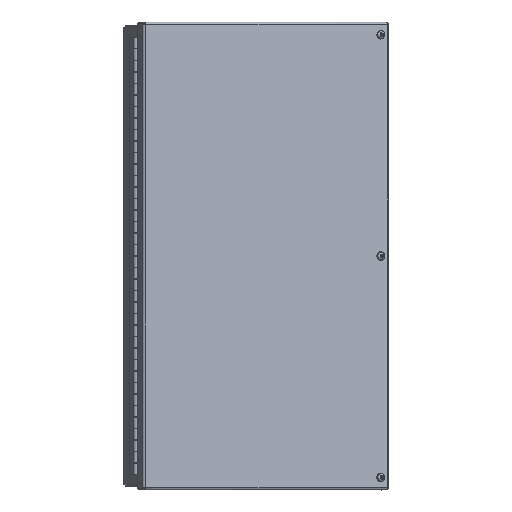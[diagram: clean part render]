
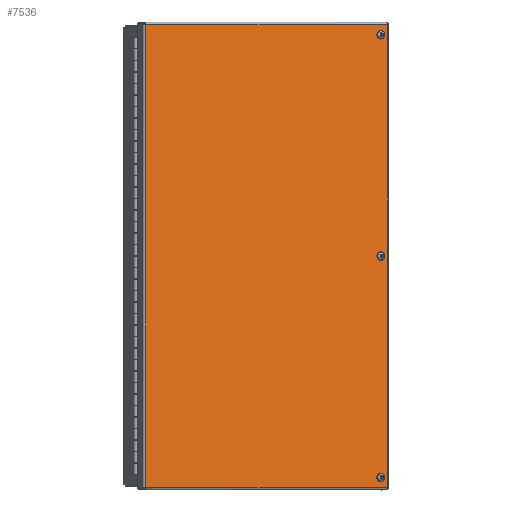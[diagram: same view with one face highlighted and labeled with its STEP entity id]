
A CAD part, top view. The second image highlights one B-rep face of the part: STEP entity #7536.
In plain terms, the highlighted face is planar.
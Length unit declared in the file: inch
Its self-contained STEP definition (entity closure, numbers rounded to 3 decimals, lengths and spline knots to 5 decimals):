
#258=PLANE($,#8003);
#549=LINE($,#10946,#1237);
#565=LINE($,#11048,#1253);
#580=LINE($,#11148,#1268);
#595=LINE($,#11247,#1283);
#1237=VECTOR($,#8866,20.102);
#1253=VECTOR($,#8896,12.102);
#1268=VECTOR($,#8925,20.102);
#1283=VECTOR($,#8954,12.102);
#1854=FACE_BOUND($,#2516,.T.);
#1855=FACE_BOUND($,#2517,.T.);
#1856=FACE_BOUND($,#2518,.T.);
#1857=FACE_BOUND($,#2519,.T.);
#2516=EDGE_LOOP($,(#5310));
#2517=EDGE_LOOP($,(#5311));
#2518=EDGE_LOOP($,(#5312));
#2519=EDGE_LOOP($,(#5313,#5314,#5315,#5316));
#3007=CIRCLE($,#7968,0.14063);
#3009=CIRCLE($,#7971,0.14063);
#3011=CIRCLE($,#7974,0.14063);
#3299=VERTEX_POINT($,#10921);
#3301=VERTEX_POINT($,#10926);
#3303=VERTEX_POINT($,#10931);
#3306=VERTEX_POINT($,#10937);
#3307=VERTEX_POINT($,#10945);
#3318=VERTEX_POINT($,#11040);
#3328=VERTEX_POINT($,#11140);
#4031=EDGE_CURVE($,#3299,#3299,#3007,.T.);
#4033=EDGE_CURVE($,#3301,#3301,#3009,.T.);
#4035=EDGE_CURVE($,#3303,#3303,#3011,.T.);
#4038=EDGE_CURVE($,#3307,#3306,#549,.T.);
#4058=EDGE_CURVE($,#3306,#3318,#565,.T.);
#4077=EDGE_CURVE($,#3318,#3328,#580,.T.);
#4096=EDGE_CURVE($,#3328,#3307,#595,.T.);
#5310=ORIENTED_EDGE($,*,*,#4031,.T.);
#5311=ORIENTED_EDGE($,*,*,#4033,.T.);
#5312=ORIENTED_EDGE($,*,*,#4035,.T.);
#5313=ORIENTED_EDGE($,*,*,#4038,.T.);
#5314=ORIENTED_EDGE($,*,*,#4058,.T.);
#5315=ORIENTED_EDGE($,*,*,#4077,.T.);
#5316=ORIENTED_EDGE($,*,*,#4096,.T.);
#7536=ADVANCED_FACE($,(#1854,#1855,#1856,#1857),#258,.T.);
#7968=AXIS2_PLACEMENT_3D($,#10922,#8849,#8850);
#7971=AXIS2_PLACEMENT_3D($,#10927,#8855,#8856);
#7974=AXIS2_PLACEMENT_3D($,#10932,#8861,#8862);
#8003=AXIS2_PLACEMENT_3D($,#11333,#8979,#8980);
#8849=DIRECTION('center_axis',(0.,0.,-1.));
#8850=DIRECTION('ref_axis',(-1.,0.,0.));
#8855=DIRECTION('center_axis',(0.,0.,-1.));
#8856=DIRECTION('ref_axis',(-1.,0.,0.));
#8861=DIRECTION('center_axis',(0.,0.,-1.));
#8862=DIRECTION('ref_axis',(-1.,0.,0.));
#8866=DIRECTION($,(0.,1.,0.));
#8896=DIRECTION($,(-1.,0.,0.));
#8925=DIRECTION($,(0.,-1.,0.));
#8954=DIRECTION($,(1.,0.,0.));
#8979=DIRECTION('center_axis',(0.,0.,1.));
#8980=DIRECTION('ref_axis',(1.,0.,0.));
#10921=CARTESIAN_POINT('',(0.57812,0.54325,0.074));
#10922=CARTESIAN_POINT('Origin',(0.4375,0.54325,0.074));
#10926=CARTESIAN_POINT('',(0.57812,10.15625,0.074));
#10927=CARTESIAN_POINT('Origin',(0.4375,10.15625,0.074));
#10931=CARTESIAN_POINT('',(0.57812,19.76925,0.074));
#10932=CARTESIAN_POINT('Origin',(0.4375,19.76925,0.074));
#10937=CARTESIAN_POINT('',(12.20725,20.20725,0.074));
#10945=CARTESIAN_POINT('',(12.20725,0.10525,0.074));
#10946=CARTESIAN_POINT($,(12.20725,5.13075,0.074));
#11040=CARTESIAN_POINT('',(0.10525,20.20725,0.074));
#11048=CARTESIAN_POINT($,(9.18175,20.20725,0.074));
#11140=CARTESIAN_POINT('',(0.10525,0.10525,0.074));
#11148=CARTESIAN_POINT($,(0.10525,15.18175,0.074));
#11247=CARTESIAN_POINT($,(3.13075,0.10525,0.074));
#11333=CARTESIAN_POINT('Origin',(6.15625,10.15625,0.074));
